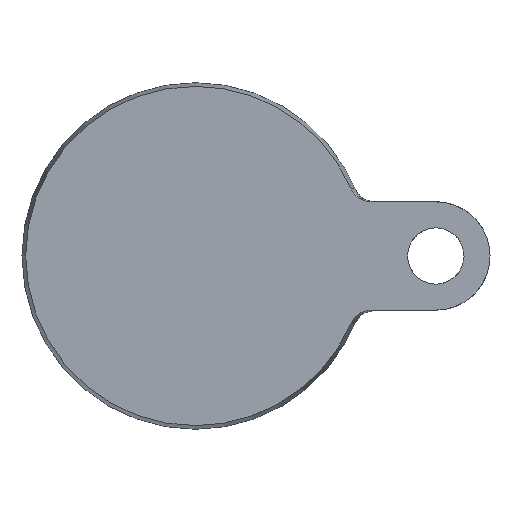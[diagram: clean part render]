
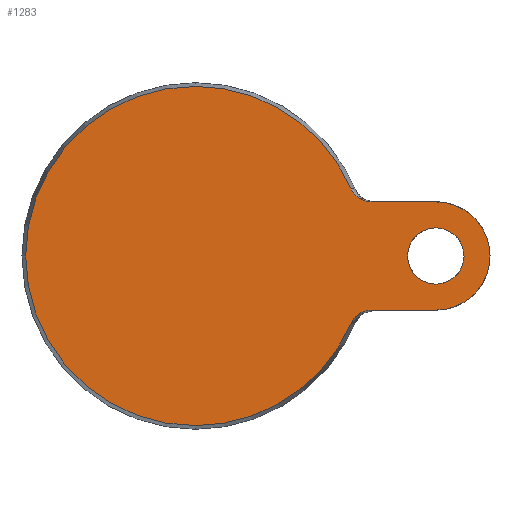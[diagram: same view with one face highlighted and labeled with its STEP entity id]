
A CAD part, front view. The second image highlights one B-rep face of the part: STEP entity #1283.
In plain terms, the highlighted planar face has unit normal (0, -1, 0).
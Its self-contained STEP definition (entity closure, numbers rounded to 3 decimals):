
#1 = VERTEX_POINT ( 'NONE', #1191 ) ;
#11 = DIRECTION ( 'NONE',  ( 0., 0., 1. ) ) ;
#47 = VERTEX_POINT ( 'NONE', #602 ) ;
#54 = ORIENTED_EDGE ( 'NONE', *, *, #825, .T. ) ;
#55 = CARTESIAN_POINT ( 'NONE',  ( 35.928, 0., 15.535 ) ) ;
#64 = CARTESIAN_POINT ( 'NONE',  ( 0., 0., 0. ) ) ;
#67 = DIRECTION ( 'NONE',  ( -1., 0., 0. ) ) ;
#96 = DIRECTION ( 'NONE',  ( 0., -1., 0. ) ) ;
#97 = VERTEX_POINT ( 'NONE', #1335 ) ;
#117 = PLANE ( 'NONE',  #238 ) ;
#126 = DIRECTION ( 'NONE',  ( 0., -1., 0. ) ) ;
#167 = CARTESIAN_POINT ( 'NONE',  ( 36.124, 0., -15.081 ) ) ;
#201 = ORIENTED_EDGE ( 'NONE', *, *, #1199, .T. ) ;
#232 = CARTESIAN_POINT ( 'NONE',  ( 55.5, 0., 0. ) ) ;
#235 = AXIS2_PLACEMENT_3D ( 'NONE', #605, #685, #1345 ) ;
#238 = AXIS2_PLACEMENT_3D ( 'NONE', #543, #973, #11 ) ;
#266 = CARTESIAN_POINT ( 'NONE',  ( 0., 0., -39.143 ) ) ;
#287 = CARTESIAN_POINT ( 'NONE',  ( 36.388, 0., 14.659 ) ) ;
#293 = CARTESIAN_POINT ( 'NONE',  ( 37.598, 0., 13.453 ) ) ;
#304 = AXIS2_PLACEMENT_3D ( 'NONE', #232, #1319, #798 ) ;
#329 = CIRCLE ( 'NONE', #1114, 39.143 ) ;
#339 = VERTEX_POINT ( 'NONE', #479 ) ;
#354 = CARTESIAN_POINT ( 'NONE',  ( 15., 0., -12.5 ) ) ;
#361 = CARTESIAN_POINT ( 'NONE',  ( 38.663, 0., -12.866 ) ) ;
#369 = CARTESIAN_POINT ( 'NONE',  ( 39.592, 0., -12.572 ) ) ;
#376 = EDGE_CURVE ( 'NONE', #1306, #1122, #759, .T. ) ;
#406 = CARTESIAN_POINT ( 'NONE',  ( 0., 0., 0. ) ) ;
#413 = CIRCLE ( 'NONE', #1253, 6.5 ) ;
#419 = CIRCLE ( 'NONE', #1205, 39.143 ) ;
#420 = B_SPLINE_CURVE_WITH_KNOTS ( 'NONE', 3,
 ( #483, #167, #915, #692, #1034, #812, #1238, #1011, #1029, #361, #1214, #369, #922, #803 ),
 .UNSPECIFIED., .F., .F.,
 ( 4, 2, 2, 2, 2, 2, 4 ),
 ( 0., 0.001, 0.002, 0.003, 0.004, 0.004, 0.006 ),
 .UNSPECIFIED. ) ;
#425 = DIRECTION ( 'NONE',  ( 0., 0., -1. ) ) ;
#429 = FACE_OUTER_BOUND ( 'NONE', #564, .T. ) ;
#479 = CARTESIAN_POINT ( 'NONE',  ( 55.5, 0., 6.5 ) ) ;
#481 = CARTESIAN_POINT ( 'NONE',  ( 37.4, 0., 13.603 ) ) ;
#483 = CARTESIAN_POINT ( 'NONE',  ( 35.928, 0., -15.535 ) ) ;
#490 = CARTESIAN_POINT ( 'NONE',  ( 38.221, 0., 13.07 ) ) ;
#492 = CARTESIAN_POINT ( 'NONE',  ( 55.5, 0., 0. ) ) ;
#495 = VERTEX_POINT ( 'NONE', #266 ) ;
#497 = DIRECTION ( 'NONE',  ( 0., 1., 0. ) ) ;
#502 = EDGE_CURVE ( 'NONE', #97, #1, #420, .T. ) ;
#507 = ORIENTED_EDGE ( 'NONE', *, *, #728, .T. ) ;
#508 = CARTESIAN_POINT ( 'NONE',  ( 55.5, 0., -12.5 ) ) ;
#509 = EDGE_CURVE ( 'NONE', #1122, #1, #1343, .T. ) ;
#519 = EDGE_CURVE ( 'NONE', #339, #882, #413, .T. ) ;
#535 = VERTEX_POINT ( 'NONE', #794 ) ;
#543 = CARTESIAN_POINT ( 'NONE',  ( -39.143, 0., 0. ) ) ;
#555 = CIRCLE ( 'NONE', #304, 6.5 ) ;
#564 = EDGE_LOOP ( 'NONE', ( #646, #974, #201, #507, #620, #1234, #787, #861 ) ) ;
#591 = CARTESIAN_POINT ( 'NONE',  ( 40.579, 0., 12.5 ) ) ;
#602 = CARTESIAN_POINT ( 'NONE',  ( 40.579, 0., 12.5 ) ) ;
#605 = CARTESIAN_POINT ( 'NONE',  ( 55.5, 0., 0. ) ) ;
#619 = CARTESIAN_POINT ( 'NONE',  ( 36.861, 0., 14.101 ) ) ;
#620 = ORIENTED_EDGE ( 'NONE', *, *, #969, .T. ) ;
#633 = LINE ( 'NONE', #850, #1048 ) ;
#646 = ORIENTED_EDGE ( 'NONE', *, *, #1168, .F. ) ;
#647 = DIRECTION ( 'NONE',  ( 0., 0., -1. ) ) ;
#685 = DIRECTION ( 'NONE',  ( 0., 1., 0. ) ) ;
#692 = CARTESIAN_POINT ( 'NONE',  ( 36.857, 0., -14.106 ) ) ;
#720 = EDGE_LOOP ( 'NONE', ( #54, #1067 ) ) ;
#728 = EDGE_CURVE ( 'NONE', #987, #495, #781, .T. ) ;
#732 = CARTESIAN_POINT ( 'NONE',  ( 38.897, 0., 12.778 ) ) ;
#759 = CIRCLE ( 'NONE', #235, 12.5 ) ;
#781 = CIRCLE ( 'NONE', #1202, 39.143 ) ;
#787 = ORIENTED_EDGE ( 'NONE', *, *, #509, .F. ) ;
#789 = DIRECTION ( 'NONE',  ( 0., 0., 1. ) ) ;
#794 = CARTESIAN_POINT ( 'NONE',  ( 35.928, 0., 15.535 ) ) ;
#798 = DIRECTION ( 'NONE',  ( 0., 0., 1. ) ) ;
#803 = CARTESIAN_POINT ( 'NONE',  ( 40.579, 0., -12.5 ) ) ;
#812 = CARTESIAN_POINT ( 'NONE',  ( 37.397, 0., -13.606 ) ) ;
#817 = CARTESIAN_POINT ( 'NONE',  ( 0., 0., 39.143 ) ) ;
#825 = EDGE_CURVE ( 'NONE', #882, #339, #555, .T. ) ;
#850 = CARTESIAN_POINT ( 'NONE',  ( 15., 0., 12.5 ) ) ;
#861 = ORIENTED_EDGE ( 'NONE', *, *, #376, .F. ) ;
#882 = VERTEX_POINT ( 'NONE', #898 ) ;
#898 = CARTESIAN_POINT ( 'NONE',  ( 55.5, 0., -6.5 ) ) ;
#911 = DIRECTION ( 'NONE',  ( 0., -1., 0. ) ) ;
#915 = CARTESIAN_POINT ( 'NONE',  ( 36.381, 0., -14.668 ) ) ;
#922 = CARTESIAN_POINT ( 'NONE',  ( 40.085, 0., -12.5 ) ) ;
#954 = VECTOR ( 'NONE', #67, 1000. ) ;
#969 = EDGE_CURVE ( 'NONE', #495, #97, #329, .T. ) ;
#973 = DIRECTION ( 'NONE',  ( 0., 1., 0. ) ) ;
#974 = ORIENTED_EDGE ( 'NONE', *, *, #1003, .T. ) ;
#987 = VERTEX_POINT ( 'NONE', #817 ) ;
#1003 = EDGE_CURVE ( 'NONE', #47, #535, #1209, .T. ) ;
#1011 = CARTESIAN_POINT ( 'NONE',  ( 38., 0., -13.192 ) ) ;
#1016 = CARTESIAN_POINT ( 'NONE',  ( 36.124, 0., 15.081 ) ) ;
#1029 = CARTESIAN_POINT ( 'NONE',  ( 38.218, 0., -13.072 ) ) ;
#1033 = CARTESIAN_POINT ( 'NONE',  ( 37.032, 0., 13.927 ) ) ;
#1034 = CARTESIAN_POINT ( 'NONE',  ( 37.031, 0., -13.929 ) ) ;
#1039 = CARTESIAN_POINT ( 'NONE',  ( 38.008, 0., 13.187 ) ) ;
#1048 = VECTOR ( 'NONE', #1385, 1000. ) ;
#1067 = ORIENTED_EDGE ( 'NONE', *, *, #519, .T. ) ;
#1075 = FACE_BOUND ( 'NONE', #720, .T. ) ;
#1082 = CARTESIAN_POINT ( 'NONE',  ( 55.5, 0., 12.5 ) ) ;
#1114 = AXIS2_PLACEMENT_3D ( 'NONE', #64, #911, #1265 ) ;
#1122 = VERTEX_POINT ( 'NONE', #508 ) ;
#1139 = CARTESIAN_POINT ( 'NONE',  ( 39.603, 0., 12.57 ) ) ;
#1149 = CARTESIAN_POINT ( 'NONE',  ( 40.085, 0., 12.5 ) ) ;
#1155 = CARTESIAN_POINT ( 'NONE',  ( 38.665, 0., 12.866 ) ) ;
#1168 = EDGE_CURVE ( 'NONE', #47, #1306, #633, .T. ) ;
#1191 = CARTESIAN_POINT ( 'NONE',  ( 40.579, 0., -12.5 ) ) ;
#1199 = EDGE_CURVE ( 'NONE', #535, #987, #419, .T. ) ;
#1202 = AXIS2_PLACEMENT_3D ( 'NONE', #1282, #126, #425 ) ;
#1205 = AXIS2_PLACEMENT_3D ( 'NONE', #406, #96, #647 ) ;
#1209 = B_SPLINE_CURVE_WITH_KNOTS ( 'NONE', 3,
 ( #591, #1149, #1139, #732, #1155, #490, #1039, #293, #481, #1033, #619, #287, #1016, #55 ),
 .UNSPECIFIED., .F., .F.,
 ( 4, 2, 2, 2, 2, 2, 4 ),
 ( 0., 0.001, 0.002, 0.003, 0.004, 0.004, 0.006 ),
 .UNSPECIFIED. ) ;
#1214 = CARTESIAN_POINT ( 'NONE',  ( 38.891, 0., -12.781 ) ) ;
#1234 = ORIENTED_EDGE ( 'NONE', *, *, #502, .T. ) ;
#1238 = CARTESIAN_POINT ( 'NONE',  ( 37.591, 0., -13.458 ) ) ;
#1253 = AXIS2_PLACEMENT_3D ( 'NONE', #492, #497, #789 ) ;
#1265 = DIRECTION ( 'NONE',  ( 0., 0., -1. ) ) ;
#1282 = CARTESIAN_POINT ( 'NONE',  ( 0., 0., 0. ) ) ;
#1283 = ADVANCED_FACE ( 'NONE', ( #429, #1075 ), #117, .F. ) ;
#1306 = VERTEX_POINT ( 'NONE', #1082 ) ;
#1319 = DIRECTION ( 'NONE',  ( 0., 1., 0. ) ) ;
#1335 = CARTESIAN_POINT ( 'NONE',  ( 35.928, 0., -15.535 ) ) ;
#1343 = LINE ( 'NONE', #354, #954 ) ;
#1345 = DIRECTION ( 'NONE',  ( 0., 0., -1. ) ) ;
#1385 = DIRECTION ( 'NONE',  ( 1., 0., 0. ) ) ;
